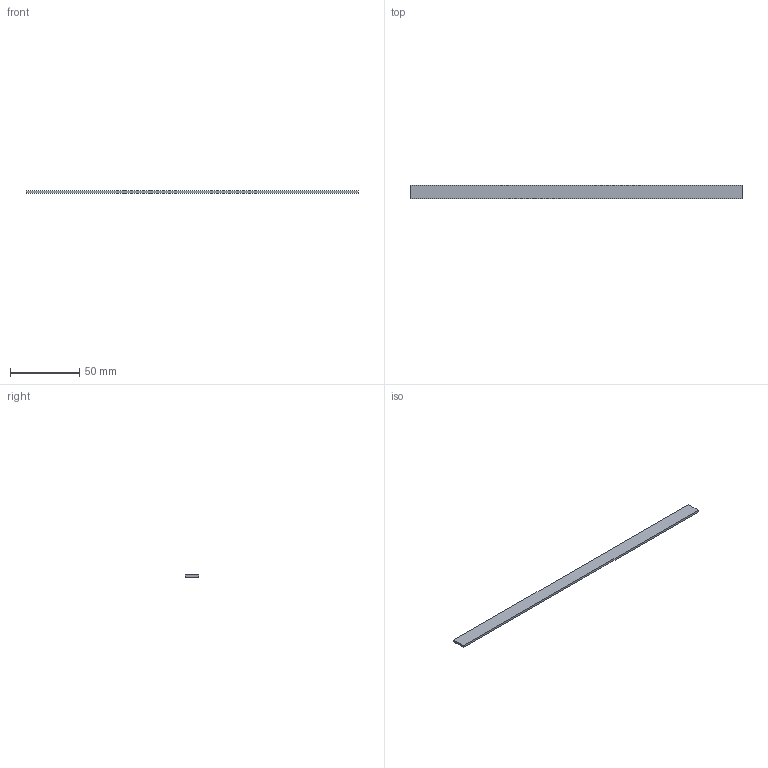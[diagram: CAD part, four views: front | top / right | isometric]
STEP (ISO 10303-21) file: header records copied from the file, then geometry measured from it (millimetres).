
FILE_DESCRIPTION(('KiCad electronic assembly'),'2;1');
FILE_NAME('Time-O-Mat_TouchBar_H01.step','2022-05-31T22:41:00',('Pcbnew' ),('Kicad'),'Open CASCADE STEP processor 7.6', 'KiCad to STEP converter','Unknown');
FILE_SCHEMA(('AUTOMOTIVE_DESIGN { 1 0 10303 214 1 1 1 1 }'));
Length unit declared in the file: millimetre
Products named in the file (2): Time-O-Mat_TouchBar_H01 1; Time-O-Mat_TouchBar_H01 PCB
Assembly tree (1 placements, depth 2):
  Time-O-Mat_TouchBar_H01 1
    Time-O-Mat_TouchBar_H01 PCB
Bounding box: 240 x 10 x 1.6 mm (x, y, z)
Volume: 3840 mm3; surface area: 5600 mm2
Topology: 1 solids, 1 shells, 6 faces, 12 edges, 8 vertices
Faces by surface type: plane 6
Entity records: 359 total; most frequent: CARTESIAN_POINT 52, DIRECTION 52, LINE 36, VECTOR 36, ORIENTED_EDGE 24, PCURVE 24, DEFINITIONAL_REPRESENTATION 24, EDGE_CURVE 12
